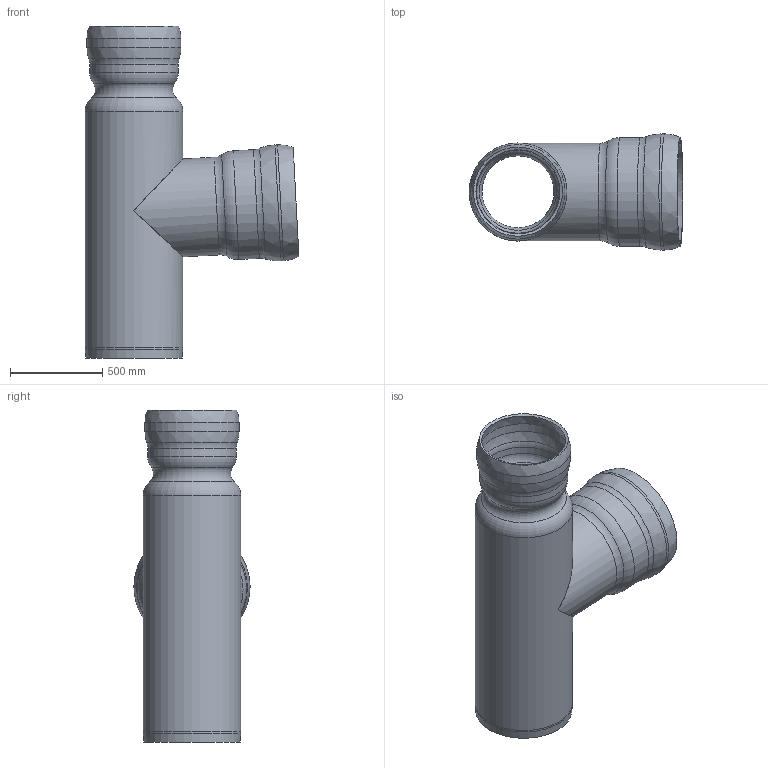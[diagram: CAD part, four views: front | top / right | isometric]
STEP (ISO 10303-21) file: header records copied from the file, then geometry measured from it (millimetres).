
FILE_DESCRIPTION(/* description */ (''),/* implementation_level */ '2;1');
FILE_NAME(/* name */ '00231.BABX_3D.stp',/* time_stamp */ '2024-12-11T12:40:42+01:00',/* author */ ('CAD'),/* organization */ (''),/* preprocessor_version */ 'ST-DEVELOPER v20',/* originating_system */ 'AutoCAD Mechanical',/* authorisation */ '');
FILE_SCHEMA (('AUTOMOTIVE_DESIGN { 1 0 10303 214 3 1 1 }'));
Length unit declared in the file: centimetre
Products named in the file (2): Product; *S0
Assembly tree (1 placements, depth 2):
  Product
    *S0
Bounding box: 1159.29 x 629.99 x 1800 mm (x, y, z)
Volume: 58156945.6 mm3; surface area: 7898946.9 mm2
Topology: 2 solids, 2 shells, 47 faces, 127 edges, 80 vertices
Faces by surface type: torus 16, cylinder 12, bspline 8, plane 6, cone 5
Full cylindrical faces by diameter (mm): 450 x1, 480 x1, 499.993 x1, 500 x1, 529.993 x1, 530 x1, 559.993 x1, 589.993 x1, 599.993 x1, 629.993 x1
Entity records: 1765 total; most frequent: CARTESIAN_POINT 465, DIRECTION 317, ORIENTED_EDGE 254, AXIS2_PLACEMENT_3D 148, EDGE_CURVE 127, CIRCLE 90, VERTEX_POINT 80, EDGE_LOOP 49
